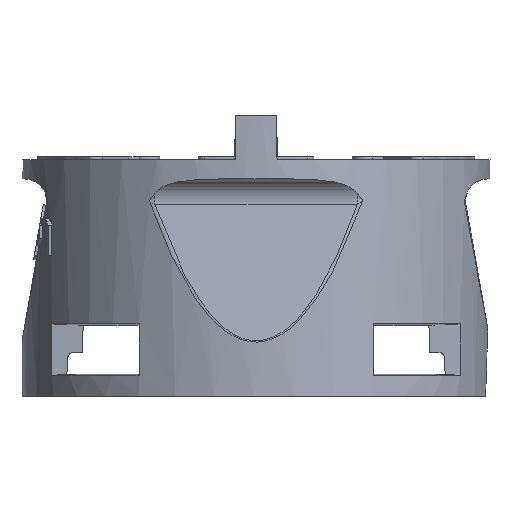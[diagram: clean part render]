
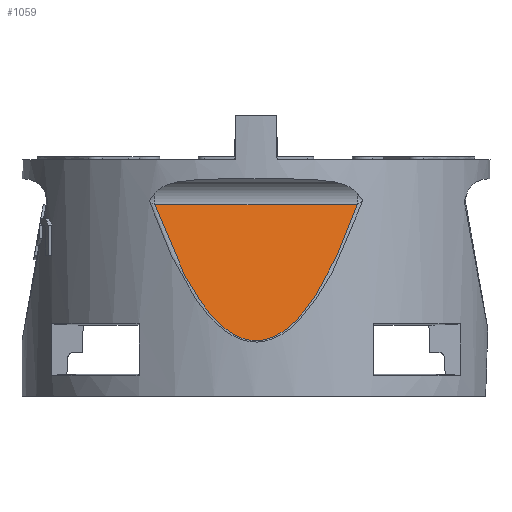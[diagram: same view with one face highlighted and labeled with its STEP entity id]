
A CAD part, front view. The second image highlights one B-rep face of the part: STEP entity #1059.
In plain terms, the highlighted planar face has unit normal (0, -0.985, 0.174).
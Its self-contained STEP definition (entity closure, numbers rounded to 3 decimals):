
#1059=ADVANCED_FACE('',(#2181),#2182,.T.);
#2181=FACE_OUTER_BOUND('',#4617,.T.);
#2182=PLANE('',#4618);
#4617=EDGE_LOOP('',(#7734,#7735));
#4618=AXIS2_PLACEMENT_3D('',#7736,#7737,#7738);
#7734=ORIENTED_EDGE('',*,*,#8811,.T.);
#7735=ORIENTED_EDGE('',*,*,#8762,.T.);
#7736=CARTESIAN_POINT('',(-21.391,-7.625,-1.639));
#7737=DIRECTION('',(0.,-0.985,0.174));
#7738=DIRECTION('',(0.,-0.174,-0.985));
#8762=EDGE_CURVE('',#10396,#10403,#10405,.F.);
#8811=EDGE_CURVE('',#10403,#10396,#10489,.T.);
#10396=VERTEX_POINT('',#12935);
#10403=VERTEX_POINT('',#12948);
#10405=LINE('',#12950,#12951);
#10489=ELLIPSE('',#13146,47.221,8.2);
#12935=CARTESIAN_POINT('',(3.676,-7.625,-1.639));
#12948=CARTESIAN_POINT('',(-3.676,-7.625,-1.639));
#12950=CARTESIAN_POINT('',(-3.989,-7.625,-1.639));
#12951=VECTOR('',#16041,1.0);
#13146=AXIS2_PLACEMENT_3D('',#16081,#16082,#16083);
#16041=DIRECTION('',(1.0,0.,0.));
#16081=CARTESIAN_POINT('',(0.,-0.295,39.929));
#16082=DIRECTION('',(0.,-0.985,0.174));
#16083=DIRECTION('',(0.,0.174,0.985));
